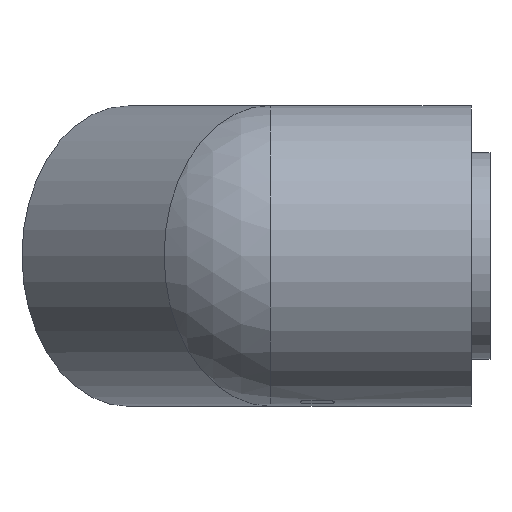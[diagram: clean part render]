
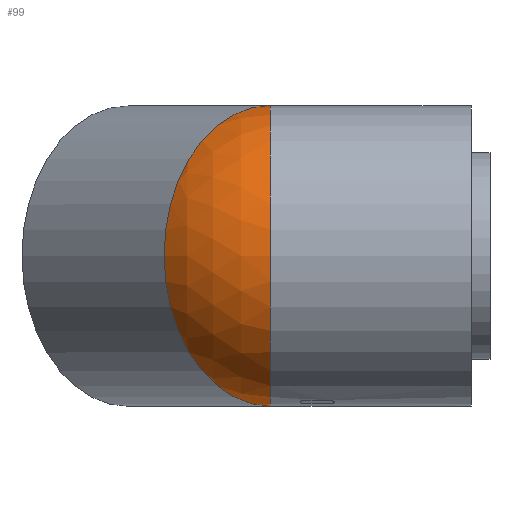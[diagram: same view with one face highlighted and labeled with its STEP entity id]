
A CAD part, top view. The second image highlights one B-rep face of the part: STEP entity #99.
In plain terms, the highlighted spherical face has radius 80 mm.
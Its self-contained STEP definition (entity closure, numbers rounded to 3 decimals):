
#99 = ADVANCED_FACE( '', ( #223 ), #224, .T. );
#223 = FACE_OUTER_BOUND( '', #366, .T. );
#224 = SPHERICAL_SURFACE( '', #367, 80. );
#366 = EDGE_LOOP( '', ( #583, #584 ) );
#367 = AXIS2_PLACEMENT_3D( '', #585, #586, #587 );
#583 = ORIENTED_EDGE( '', *, *, #757, .F. );
#584 = ORIENTED_EDGE( '', *, *, #821, .T. );
#585 = CARTESIAN_POINT( '', ( -107., 0., 0. ) );
#586 = DIRECTION( '', ( 1., 0., 0. ) );
#587 = DIRECTION( '', ( 0., 0., 1. ) );
#757 = EDGE_CURVE( '', #881, #882, #884, .T. );
#821 = EDGE_CURVE( '', #881, #882, #985, .T. );
#881 = VERTEX_POINT( '', #1119 );
#882 = VERTEX_POINT( '', #1120 );
#884 = CIRCLE( '', #1122, 80. );
#985 = CIRCLE( '', #1506, 80. );
#1119 = CARTESIAN_POINT( '', ( -107., 80., 0. ) );
#1120 = CARTESIAN_POINT( '', ( -107., -80., 0. ) );
#1122 = AXIS2_PLACEMENT_3D( '', #1646, #1647, #1648 );
#1506 = AXIS2_PLACEMENT_3D( '', #1725, #1726, #1727 );
#1646 = CARTESIAN_POINT( '', ( -107., 0., 0. ) );
#1647 = DIRECTION( '', ( 1., 0., 0. ) );
#1648 = DIRECTION( '', ( 0., 0., -1. ) );
#1725 = CARTESIAN_POINT( '', ( -107., 0., 0. ) );
#1726 = DIRECTION( '', ( 0.707, 0., 0.707 ) );
#1727 = DIRECTION( '', ( 0.707, 0., -0.707 ) );
